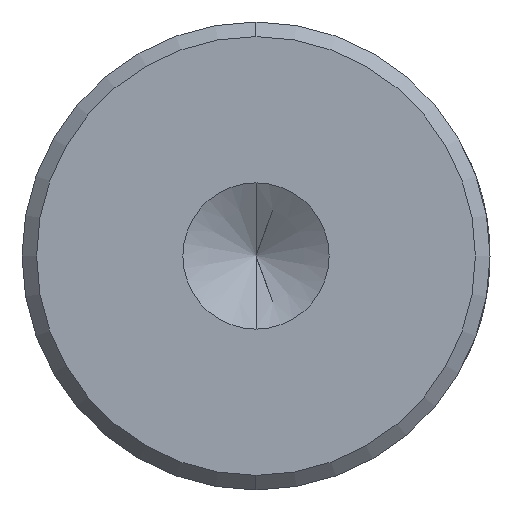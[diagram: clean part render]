
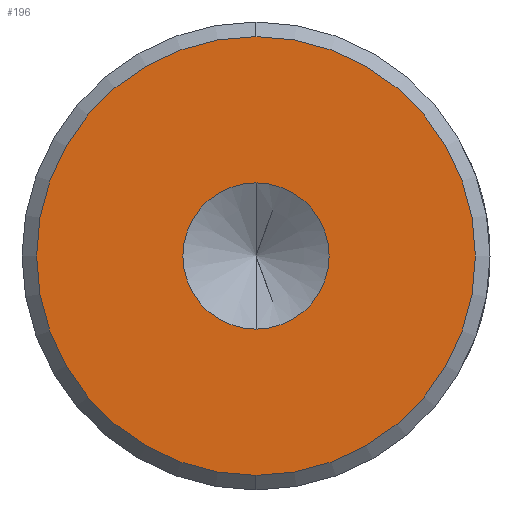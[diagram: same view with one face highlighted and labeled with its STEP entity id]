
A CAD part, left-side view. The second image highlights one B-rep face of the part: STEP entity #196.
In plain terms, the highlighted planar face has unit normal (-1, 0, 0).
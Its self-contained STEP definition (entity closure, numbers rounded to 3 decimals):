
#15 = DIRECTION ( 'NONE',  ( -1., 0., 0. ) ) ;
#43 = ORIENTED_EDGE ( 'NONE', *, *, #362, .T. ) ;
#54 = ORIENTED_EDGE ( 'NONE', *, *, #68, .T. ) ;
#66 = EDGE_CURVE ( 'NONE', #493, #1107, #385, .T. ) ;
#68 = EDGE_CURVE ( 'NONE', #309, #938, #102, .T. ) ;
#81 = AXIS2_PLACEMENT_3D ( 'NONE', #316, #1020, #424 ) ;
#102 = CIRCLE ( 'NONE', #931, 7.501 ) ;
#115 = CARTESIAN_POINT ( 'NONE',  ( 0., 0., 0. ) ) ;
#179 = PLANE ( 'NONE',  #580 ) ;
#196 = ADVANCED_FACE ( 'NONE', ( #440, #1232 ), #179, .T. ) ;
#211 = AXIS2_PLACEMENT_3D ( 'NONE', #1058, #456, #1155 ) ;
#284 = DIRECTION ( 'NONE',  ( 0., 0., 1. ) ) ;
#309 = VERTEX_POINT ( 'NONE', #431 ) ;
#316 = CARTESIAN_POINT ( 'NONE',  ( 0., 0., 0. ) ) ;
#362 = EDGE_CURVE ( 'NONE', #938, #309, #613, .T. ) ;
#385 = CIRCLE ( 'NONE', #871, 2.5 ) ;
#424 = DIRECTION ( 'NONE',  ( 0., 0., 1. ) ) ;
#431 = CARTESIAN_POINT ( 'NONE',  ( 0., 0., -7.501 ) ) ;
#440 = FACE_OUTER_BOUND ( 'NONE', #1218, .T. ) ;
#456 = DIRECTION ( 'NONE',  ( -1., 0., 0. ) ) ;
#475 = EDGE_LOOP ( 'NONE', ( #487, #1010 ) ) ;
#487 = ORIENTED_EDGE ( 'NONE', *, *, #66, .F. ) ;
#493 = VERTEX_POINT ( 'NONE', #1105 ) ;
#580 = AXIS2_PLACEMENT_3D ( 'NONE', #1181, #883, #284 ) ;
#611 = CIRCLE ( 'NONE', #81, 2.5 ) ;
#613 = CIRCLE ( 'NONE', #211, 7.501 ) ;
#632 = DIRECTION ( 'NONE',  ( 0., 0., 1. ) ) ;
#649 = CARTESIAN_POINT ( 'NONE',  ( 0., 0., -2.5 ) ) ;
#731 = DIRECTION ( 'NONE',  ( -1., 0., 0. ) ) ;
#753 = DIRECTION ( 'NONE',  ( 0., 0., 1. ) ) ;
#834 = CARTESIAN_POINT ( 'NONE',  ( 0., 0., 0. ) ) ;
#871 = AXIS2_PLACEMENT_3D ( 'NONE', #834, #731, #632 ) ;
#883 = DIRECTION ( 'NONE',  ( -1., 0., 0. ) ) ;
#931 = AXIS2_PLACEMENT_3D ( 'NONE', #115, #15, #753 ) ;
#938 = VERTEX_POINT ( 'NONE', #1206 ) ;
#1010 = ORIENTED_EDGE ( 'NONE', *, *, #1012, .F. ) ;
#1012 = EDGE_CURVE ( 'NONE', #1107, #493, #611, .T. ) ;
#1020 = DIRECTION ( 'NONE',  ( -1., 0., 0. ) ) ;
#1058 = CARTESIAN_POINT ( 'NONE',  ( 0., 0., 0. ) ) ;
#1105 = CARTESIAN_POINT ( 'NONE',  ( 0., 0., 2.5 ) ) ;
#1107 = VERTEX_POINT ( 'NONE', #649 ) ;
#1155 = DIRECTION ( 'NONE',  ( 0., 0., 1. ) ) ;
#1181 = CARTESIAN_POINT ( 'NONE',  ( 0., 0., 0. ) ) ;
#1206 = CARTESIAN_POINT ( 'NONE',  ( 0., 0., 7.501 ) ) ;
#1218 = EDGE_LOOP ( 'NONE', ( #54, #43 ) ) ;
#1232 = FACE_BOUND ( 'NONE', #475, .T. ) ;
